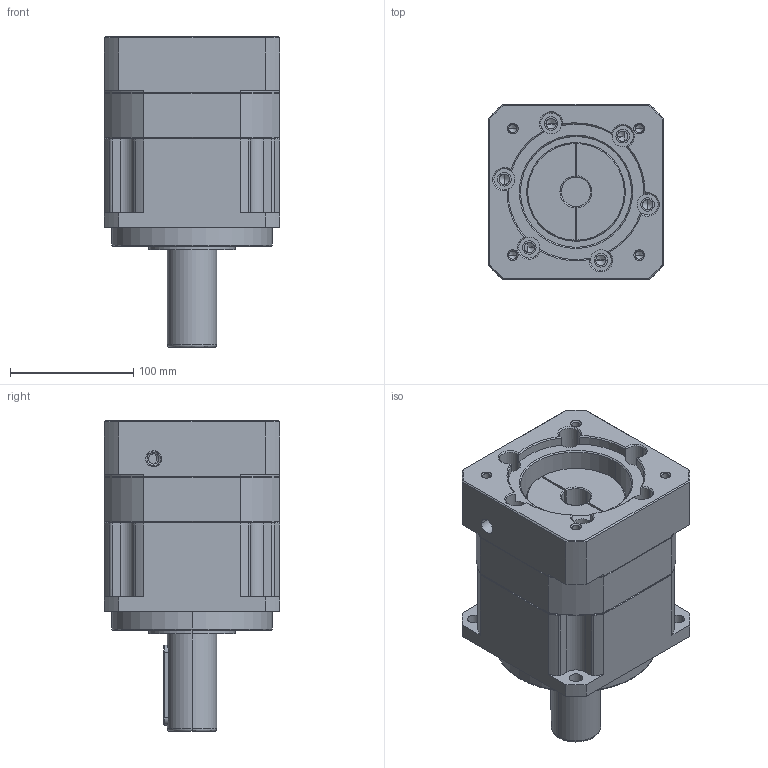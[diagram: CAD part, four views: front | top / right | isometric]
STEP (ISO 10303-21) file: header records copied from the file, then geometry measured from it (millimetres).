
FILE_DESCRIPTION (( 'STEP AP214' ), '1' );
FILE_NAME ('SB142-L1-24-110-145M8.STEP', '2021-12-18T05:48:04', ( 'admin' ), ( '' ), 'SwSTEP 2.0', 'SolidWorks 2013', '' );
FILE_SCHEMA (( 'AUTOMOTIVE_DESIGN' ));
Length unit declared in the file: millimetre
Products named in the file (4): SB142-110-145M8; SB142_X2_58F34F537AEF_X0_-24; SB142_X2_8F9351FA7AEF_X0_; SB142-L1-24-110-145M8
Assembly tree (3 placements, depth 2):
  SB142-L1-24-110-145M8
    SB142_X2_8F9351FA7AEF_X0_
    SB142_X2_58F34F537AEF_X0_-24
    SB142-110-145M8
Bounding box: 142 x 142 x 252 mm (x, y, z)
Volume: 3429788.4 mm3; surface area: 333660.2 mm2
Topology: 4 solids, 4 shells, 469 faces, 1192 edges, 736 vertices
Faces by surface type: cylinder 185, plane 148, cone 125, bspline 11
Entity records: 20506 total; most frequent: CARTESIAN_POINT 3848, DIRECTION 2464, ORIENTED_EDGE 2324, EDGE_CURVE 1162, AXIS2_PLACEMENT_3D 974, VERTEX_POINT 736, EDGE_LOOP 546, LINE 516
